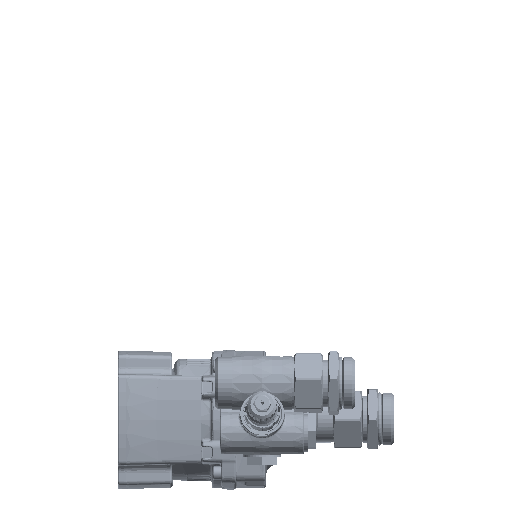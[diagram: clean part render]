
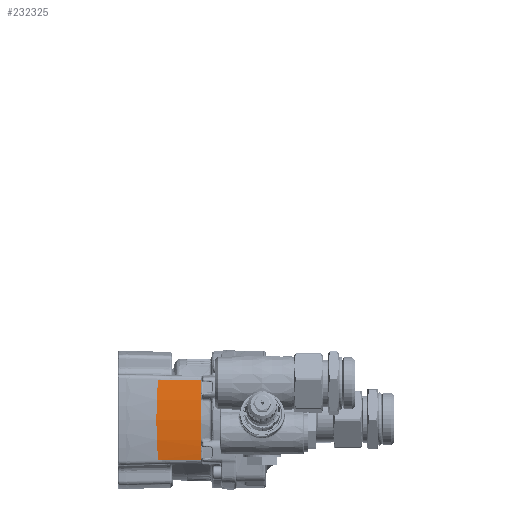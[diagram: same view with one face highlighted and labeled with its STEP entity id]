
A CAD part, front view. The second image highlights one B-rep face of the part: STEP entity #232325.
In plain terms, the highlighted conical face has half-angle 0.7 degrees and reference radius 148.89 mm.
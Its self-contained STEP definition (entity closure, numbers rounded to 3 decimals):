
#106125=CARTESIAN_POINT('',(-9.198,181.9,
0.));
#106126=DIRECTION('',(-1.,0.,0.));
#106127=DIRECTION('',(0.,-0.985,-0.172));
#106128=AXIS2_PLACEMENT_3D('',#106125,#106126,#106127);
#106130=CARTESIAN_POINT('',(-9.198,181.9,
0.));
#106131=DIRECTION('',(-1.,0.,0.));
#106132=DIRECTION('',(0.,-0.996,-0.086));
#106133=AXIS2_PLACEMENT_3D('',#106130,#106131,#106132);
#107939=CARTESIAN_POINT('',(-36.819,35.059,
-25.579));
#107940=CARTESIAN_POINT('',(-37.169,34.32,
-21.365));
#107941=CARTESIAN_POINT('',(-37.433,33.764,
-17.111));
#107942=CARTESIAN_POINT('',(-37.61,33.392,
-12.838));
#107944=CARTESIAN_POINT('',(-37.61,33.392,
-12.838));
#107945=CARTESIAN_POINT('',(-37.786,33.021,
-8.572));
#107946=CARTESIAN_POINT('',(-37.874,32.834,
-4.286));
#107947=CARTESIAN_POINT('',(-37.874,32.835,
0.));
#107949=CARTESIAN_POINT('',(-37.874,32.835,
0.));
#107950=CARTESIAN_POINT('',(-37.874,32.834,
8.578));
#107951=CARTESIAN_POINT('',(-37.519,33.582,
17.157));
#107952=CARTESIAN_POINT('',(-36.819,35.059,
25.579));
#107954=DIRECTION('',(1.,0.012,-0.002));
#107955=VECTOR('',#107954,27.622);
#107956=CARTESIAN_POINT('',(-36.819,35.059,
25.579));
#107957=LINE('',#107956,#107955);
#107958=DIRECTION('',(-1.,-0.012,
-0.002));
#107959=VECTOR('',#107958,27.622);
#107960=CARTESIAN_POINT('',(-9.198,35.391,
-25.521));
#107961=LINE('',#107960,#107959);
#107962=CARTESIAN_POINT('',(-36.819,35.059,
-25.579));
#161712=CARTESIAN_POINT('',(-9.198,35.391,
-25.521));
#161713=VERTEX_POINT('',#161712);
#161714=CARTESIAN_POINT('',(-9.198,33.738,
-12.808));
#161715=VERTEX_POINT('',#161714);
#161716=CARTESIAN_POINT('',(-9.198,35.391,
25.521));
#161717=VERTEX_POINT('',#161716);
#161974=VERTEX_POINT('',#107962);
#161994=CARTESIAN_POINT('',(-36.819,35.059,
25.579));
#161995=VERTEX_POINT('',#161994);
#161998=VERTEX_POINT('',#107949);
#161999=VERTEX_POINT('',#107942);
#232308=CARTESIAN_POINT('',(-23.536,181.9,
0.));
#232309=DIRECTION('',(-1.,0.,0.));
#232310=DIRECTION('',(0.,0.996,0.086));
#232311=AXIS2_PLACEMENT_3D('',#232308,#232309,#232310);
#232312=CONICAL_SURFACE('',#232311,148.89,0.7);
#232314=ORIENTED_EDGE('',*,*,#232313,.T.);
#232316=ORIENTED_EDGE('',*,*,#232315,.T.);
#232317=ORIENTED_EDGE('',*,*,#232301,.T.);
#232318=ORIENTED_EDGE('',*,*,#232120,.T.);
#232319=ORIENTED_EDGE('',*,*,#228628,.F.);
#232320=ORIENTED_EDGE('',*,*,#228626,.F.);
#232322=ORIENTED_EDGE('',*,*,#232321,.T.);
#232323=EDGE_LOOP('',(#232314,#232316,#232317,#232318,#232319,#232320,#232322));
#232324=FACE_OUTER_BOUND('',#232323,.F.);
#106129=CIRCLE('',#106128,148.715);
#106134=CIRCLE('',#106133,148.715);
#107943=B_SPLINE_CURVE_WITH_KNOTS('',3,(#107939,#107940,#107941,#107942),
.UNSPECIFIED.,.F.,.F.,(4,4),(0.,1.),.UNSPECIFIED.);
#107948=B_SPLINE_CURVE_WITH_KNOTS('',3,(#107944,#107945,#107946,#107947),
.UNSPECIFIED.,.F.,.F.,(4,4),(0.,1.),.UNSPECIFIED.);
#107953=B_SPLINE_CURVE_WITH_KNOTS('',3,(#107949,#107950,#107951,#107952),
.UNSPECIFIED.,.F.,.F.,(4,4),(0.,1.),.UNSPECIFIED.);
#228626=EDGE_CURVE('',#161713,#161715,#106129,.T.);
#228628=EDGE_CURVE('',#161715,#161717,#106134,.T.);
#232120=EDGE_CURVE('',#161995,#161717,#107957,.T.);
#232301=EDGE_CURVE('',#161998,#161995,#107953,.T.);
#232313=EDGE_CURVE('',#161974,#161999,#107943,.T.);
#232315=EDGE_CURVE('',#161999,#161998,#107948,.T.);
#232321=EDGE_CURVE('',#161713,#161974,#107961,.T.);
#232325=ADVANCED_FACE('',(#232324),#232312,.T.);
